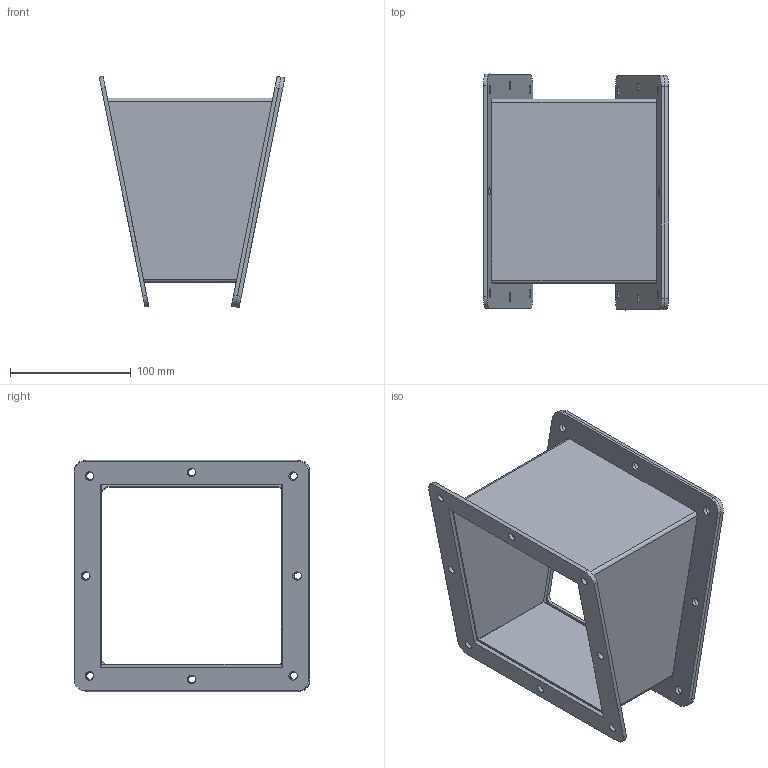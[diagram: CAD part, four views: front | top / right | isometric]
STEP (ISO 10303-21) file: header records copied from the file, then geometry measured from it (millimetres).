
FILE_DESCRIPTION (( 'STEP AP203' ), '1' );
FILE_NAME ('1487D2P.step', '2024-04-25T14:33:25', ( '' ), ( '' ), 'SwSTEP 2.0', 'SolidWorks 2023', '' );
FILE_SCHEMA (( 'CONFIG_CONTROL_DESIGN' ));
Length unit declared in the file: inch
Products named in the file (1): 1487D2P
Bounding box: 153.23 x 194.77 x 191.19 mm (x, y, z)
Volume: 250667.5 mm3; surface area: 228993.7 mm2
Topology: 4 solids, 4 shells, 118 faces, 326 edges, 216 vertices
Faces by surface type: cylinder 70, plane 48
Entity records: 3995 total; most frequent: CARTESIAN_POINT 691, DIRECTION 690, ORIENTED_EDGE 652, EDGE_CURVE 326, AXIS2_PLACEMENT_3D 255, VERTEX_POINT 216, LINE 180, VECTOR 180
